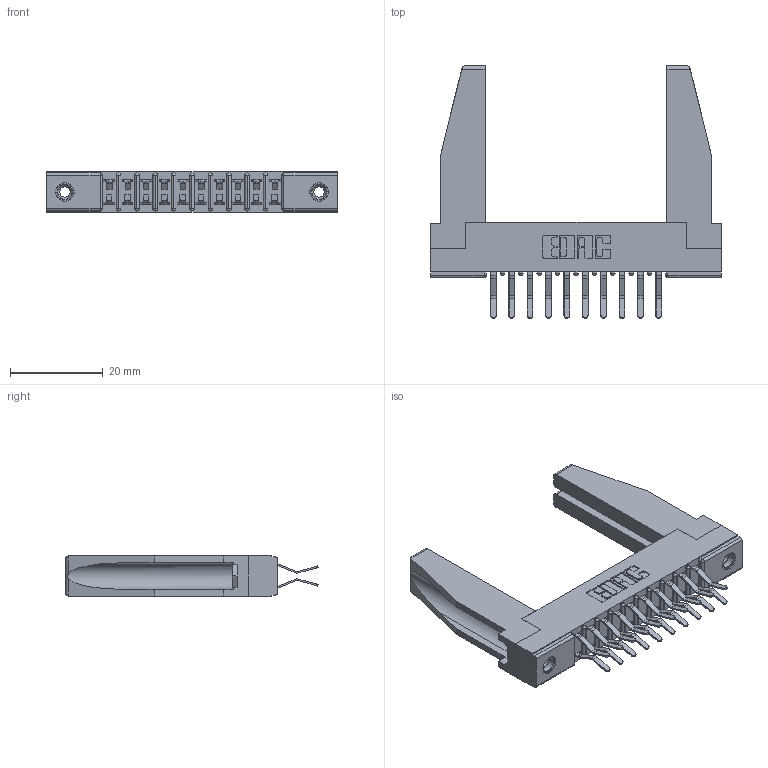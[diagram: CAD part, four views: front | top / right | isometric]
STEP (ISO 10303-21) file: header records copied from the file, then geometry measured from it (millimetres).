
FILE_DESCRIPTION (( 'STEP AP203' ), '1' );
FILE_NAME ('307-020-560-278.STEP', '2019-09-05T21:04:57', ( '' ), ( '' ), 'SwSTEP 2.0', 'SolidWorks 2016', '' );
FILE_SCHEMA (( 'CONFIG_CONTROL_DESIGN' ));
Length unit declared in the file: inch
Products named in the file (5): 307 Part_.156 Dia Mounting Holes; 307-290-001_560; 307-020-560-278; 307-220-078; 345-250-001_345-250-001-102
Assembly tree (25 placements, depth 2):
  307-020-560-278
    307 Part_.156 Dia Mounting Holes
    307-290-001_560  x20
    307-220-078  x2
    345-250-001_345-250-001-102  x2
Bounding box: 62.64 x 54.43 x 8.71 mm (x, y, z)
Volume: 8116.7 mm3; surface area: 10632.5 mm2
Topology: 25 solids, 25 shells, 1259 faces, 3493 edges, 2262 vertices
Faces by surface type: plane 814, cylinder 407, sphere 22, cone 12, torus 4
Entity records: 15381 total; most frequent: CARTESIAN_POINT 2536, ORIENTED_EDGE 2468, DIRECTION 2452, EDGE_CURVE 1234, LINE 936, VECTOR 936, VERTEX_POINT 800, AXIS2_PLACEMENT_3D 758
